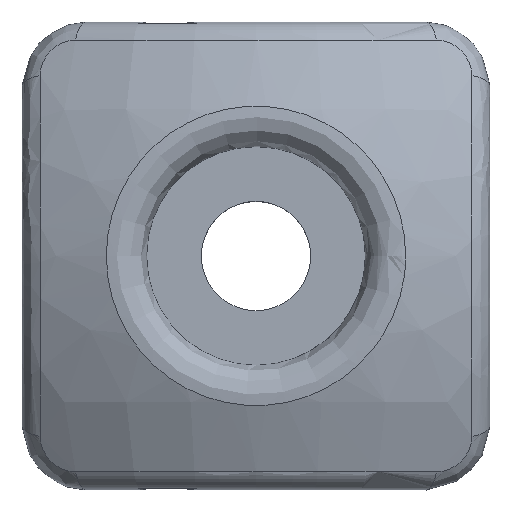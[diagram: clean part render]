
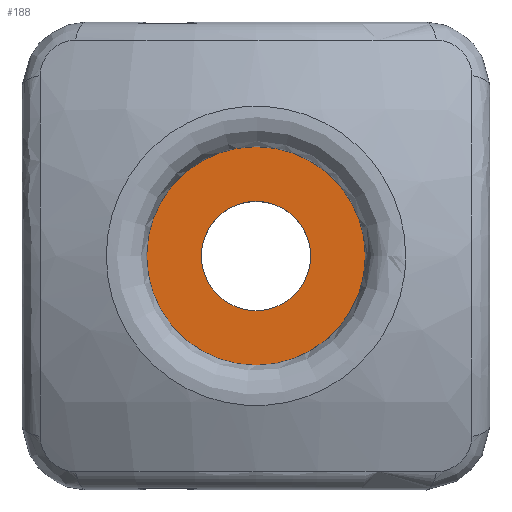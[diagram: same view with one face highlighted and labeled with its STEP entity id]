
A CAD part, top view. The second image highlights one B-rep face of the part: STEP entity #188.
In plain terms, the highlighted planar face has unit normal (0, 0, 1).
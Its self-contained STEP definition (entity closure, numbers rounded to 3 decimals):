
#188=ADVANCED_FACE('',(#587,#589),#591,.T.);
#587=FACE_BOUND('',#588,.T.);
#588=EDGE_LOOP('',(#2494));
#589=FACE_BOUND('',#590,.T.);
#590=EDGE_LOOP('',(#2495));
#591=PLANE('',#592);
#592=AXIS2_PLACEMENT_3D('',#593,#594,#595);
#593=CARTESIAN_POINT('',(0.,0.,13.37));
#594=DIRECTION('',(0.,0.,1.));
#595=DIRECTION('',(1.,0.,0.));
#2494=ORIENTED_EDGE('',*,*,#2663,.T.);
#2495=ORIENTED_EDGE('',*,*,#2680,.T.);
#2663=EDGE_CURVE('',#2806,#2806,#2807,.T.);
#2680=EDGE_CURVE('',#2832,#2832,#2833,.F.);
#2806=VERTEX_POINT('',#3447);
#2807=CIRCLE('',#3448,3.5);
#2832=VERTEX_POINT('',#3576);
#2833=CIRCLE('',#3577,1.75);
#3447=CARTESIAN_POINT('',(3.5,0.,13.37));
#3448=AXIS2_PLACEMENT_3D('',#3449,#3450,#3451);
#3449=CARTESIAN_POINT('',(0.,0.,13.37));
#3450=DIRECTION('',(0.,0.,1.));
#3451=DIRECTION('',(1.,0.,0.));
#3576=CARTESIAN_POINT('',(1.75,0.,13.37));
#3577=AXIS2_PLACEMENT_3D('',#3578,#3579,#3580);
#3578=CARTESIAN_POINT('',(0.,0.,13.37));
#3579=DIRECTION('',(0.,0.,1.));
#3580=DIRECTION('',(1.,0.,0.));
